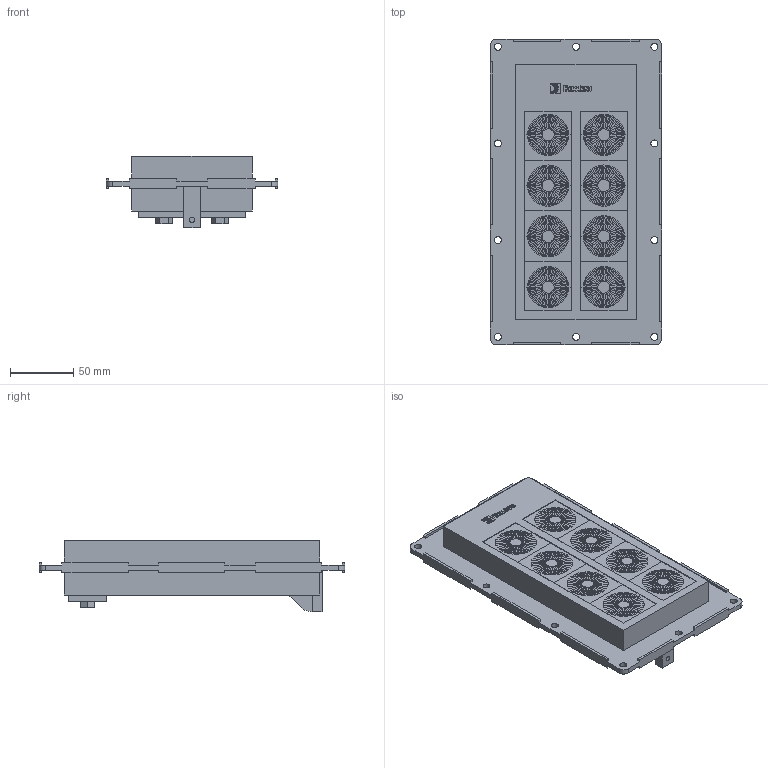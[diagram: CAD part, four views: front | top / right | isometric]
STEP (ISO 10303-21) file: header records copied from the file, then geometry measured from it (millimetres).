
FILE_DESCRIPTION(/* description */ (''),/* implementation_level */ '2;1');
FILE_NAME(/* name */ 'Roxtec_Art_No_196985.stp',/* time_stamp */ '2022-11-08T09:01:24+01:00',/* author */ ('se-linado'),/* organization */ (''),/* preprocessor_version */ 'ST-DEVELOPER v18.1',/* originating_system */ 'Autodesk Inventor 2021',/* authorisation */ '');
FILE_SCHEMA (('AUTOMOTIVE_DESIGN { 1 0 10303 214 3 1 1 }'));
Length unit declared in the file: millimetre
Products named in the file (1): ComSeal 32 BG Frame assembly_Shrinkwrap_2
Bounding box: 135 x 241 x 56 mm (x, y, z)
Volume: 727116.4 mm3; surface area: 108370.4 mm2
Topology: 1 solids, 1 shells, 773 faces, 1804 edges, 1056 vertices
Faces by surface type: plane 720, bspline 36, cylinder 17
Full cylindrical faces by diameter (mm): 4.13 x1, 5.5 x10
Entity records: 22731 total; most frequent: CARTESIAN_POINT 4222, DIRECTION 3726, ORIENTED_EDGE 3608, EDGE_CURVE 1804, AXIS2_PLACEMENT_3D 1256, LINE 1214, VECTOR 1214, VERTEX_POINT 1056
